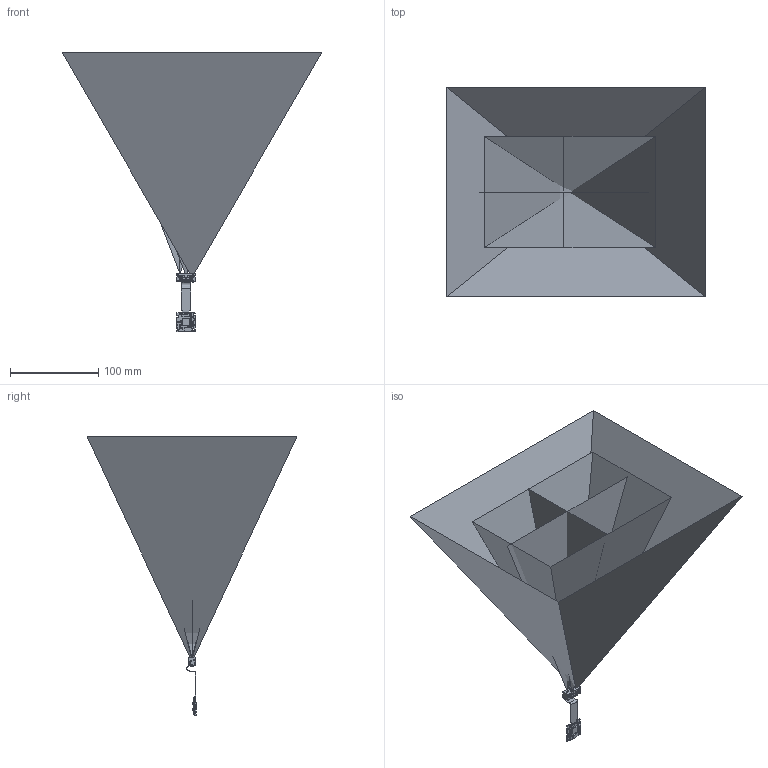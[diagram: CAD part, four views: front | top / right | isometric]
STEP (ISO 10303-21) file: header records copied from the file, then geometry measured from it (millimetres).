
FILE_DESCRIPTION((''),'2;1');
FILE_NAME('DERBY_S2_V2_20181108__ASM','2019-10-29T',('Administrator'),(''),'PRO/ENGINEER BY PARAMETRIC TECHNOLOGY CORPORATION, 2015240','PRO/ENGINEER BY PARAMETRIC TECHNOLOGY CORPORATION, 2015240','');
FILE_SCHEMA(('AUTOMOTIVE_DESIGN { 1 2 10303 214 0 1 1 1 }'));
Products named in the file (4): CM28; DERBY-L2_MB_V100-181009-1537_AS; FPC; DERBY_S2_V2_20181108__ASM
Assembly tree (3 placements, depth 2):
  DERBY_S2_V2_20181108__ASM
    CM28
    DERBY-L2_MB_V100-181009-1537_AS
    FPC
Bounding box: 293.68 x 237.55 x 315.69 mm (x, y, z)
Volume: 1886.1 mm3; surface area: 280045.1 mm2
Topology: 4 solids, 14 shells, 2059 faces, 5425 edges, 3546 vertices
Faces by surface type: plane 1648, cylinder 261, bspline 91, cone 42, extrusion 10, torus 7
Entity records: 147216 total; most frequent: CARTESIAN_POINT 96678, ORIENTED_EDGE 10840, DIRECTION 9376, EDGE_CURVE 5427, VECTOR 4170, LINE 4160, VERTEX_POINT 3548, AXIS2_PLACEMENT_3D 2603
